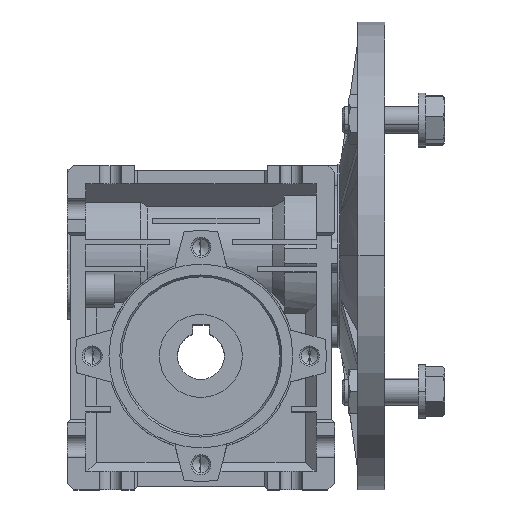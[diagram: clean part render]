
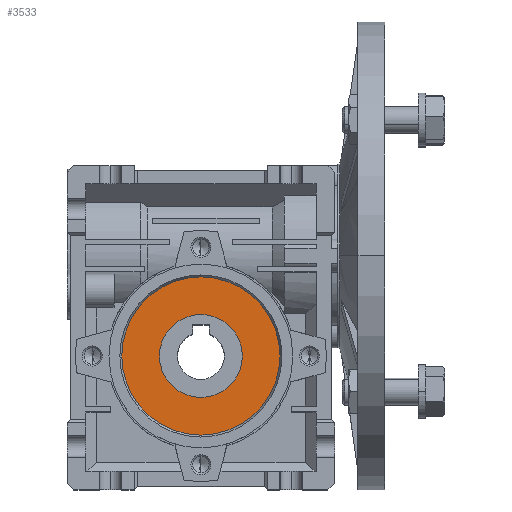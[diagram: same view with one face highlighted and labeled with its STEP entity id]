
A CAD part, top view. The second image highlights one B-rep face of the part: STEP entity #3533.
In plain terms, the highlighted planar face has unit normal (0, 0, 1).
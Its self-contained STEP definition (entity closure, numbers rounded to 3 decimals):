
#18 = EDGE_CURVE ( 'NONE', #6050, #2777, #3250, .T. ) ;
#549 = ORIENTED_EDGE ( 'NONE', *, *, #23796, .F. ) ;
#552 = DIRECTION ( 'NONE',  ( 0., 0., -1. ) ) ;
#957 = EDGE_LOOP ( 'NONE', ( #20878, #6269 ) ) ;
#1009 = AXIS2_PLACEMENT_3D ( 'NONE', #22127, #14372, #16942 ) ;
#2260 = CARTESIAN_POINT ( 'NONE',  ( 0., 12.4, 30.5 ) ) ;
#2777 = VERTEX_POINT ( 'NONE', #2260 ) ;
#3250 = CIRCLE ( 'NONE', #14670, 12.4 ) ;
#3374 = CIRCLE ( 'NONE', #29307, 23.675 ) ;
#3533 = ADVANCED_FACE ( 'NONE', ( #31417, #32042 ), #24258, .F. ) ;
#4279 = CARTESIAN_POINT ( 'NONE',  ( 0., -12.4, 30.5 ) ) ;
#5648 = AXIS2_PLACEMENT_3D ( 'NONE', #6117, #13104, #22984 ) ;
#6050 = VERTEX_POINT ( 'NONE', #4279 ) ;
#6117 = CARTESIAN_POINT ( 'NONE',  ( 0., 0., 30.5 ) ) ;
#6269 = ORIENTED_EDGE ( 'NONE', *, *, #30142, .T. ) ;
#7258 = DIRECTION ( 'NONE',  ( 0., -1., 0. ) ) ;
#10461 = DIRECTION ( 'NONE',  ( 0., -1., 0. ) ) ;
#13104 = DIRECTION ( 'NONE',  ( 0., 0., -1. ) ) ;
#13366 = CARTESIAN_POINT ( 'NONE',  ( 0., -23.675, 30.5 ) ) ;
#13551 = CARTESIAN_POINT ( 'NONE',  ( 0., 0., 30.5 ) ) ;
#14030 = EDGE_LOOP ( 'NONE', ( #549, #14382 ) ) ;
#14226 = AXIS2_PLACEMENT_3D ( 'NONE', #13551, #552, #10461 ) ;
#14337 = CARTESIAN_POINT ( 'NONE',  ( 0., 0., 30.5 ) ) ;
#14372 = DIRECTION ( 'NONE',  ( 0., 0., -1. ) ) ;
#14382 = ORIENTED_EDGE ( 'NONE', *, *, #14652, .F. ) ;
#14652 = EDGE_CURVE ( 'NONE', #15971, #21306, #3374, .T. ) ;
#14670 = AXIS2_PLACEMENT_3D ( 'NONE', #21869, #31629, #7258 ) ;
#15971 = VERTEX_POINT ( 'NONE', #13366 ) ;
#16942 = DIRECTION ( 'NONE',  ( 0., -1., 0. ) ) ;
#20417 = CIRCLE ( 'NONE', #14226, 12.4 ) ;
#20878 = ORIENTED_EDGE ( 'NONE', *, *, #18, .T. ) ;
#21306 = VERTEX_POINT ( 'NONE', #29055 ) ;
#21869 = CARTESIAN_POINT ( 'NONE',  ( 0., 0., 30.5 ) ) ;
#22098 = DIRECTION ( 'NONE',  ( 0., 0., -1. ) ) ;
#22127 = CARTESIAN_POINT ( 'NONE',  ( 0., 0., 30.5 ) ) ;
#22984 = DIRECTION ( 'NONE',  ( 0., 1., 0. ) ) ;
#23796 = EDGE_CURVE ( 'NONE', #21306, #15971, #29558, .T. ) ;
#24258 = PLANE ( 'NONE',  #1009 ) ;
#26833 = DIRECTION ( 'NONE',  ( 0., 1., 0. ) ) ;
#29055 = CARTESIAN_POINT ( 'NONE',  ( 0., 23.675, 30.5 ) ) ;
#29307 = AXIS2_PLACEMENT_3D ( 'NONE', #14337, #22098, #26833 ) ;
#29558 = CIRCLE ( 'NONE', #5648, 23.675 ) ;
#30142 = EDGE_CURVE ( 'NONE', #2777, #6050, #20417, .T. ) ;
#31417 = FACE_OUTER_BOUND ( 'NONE', #14030, .T. ) ;
#31629 = DIRECTION ( 'NONE',  ( 0., 0., -1. ) ) ;
#32042 = FACE_BOUND ( 'NONE', #957, .T. ) ;
